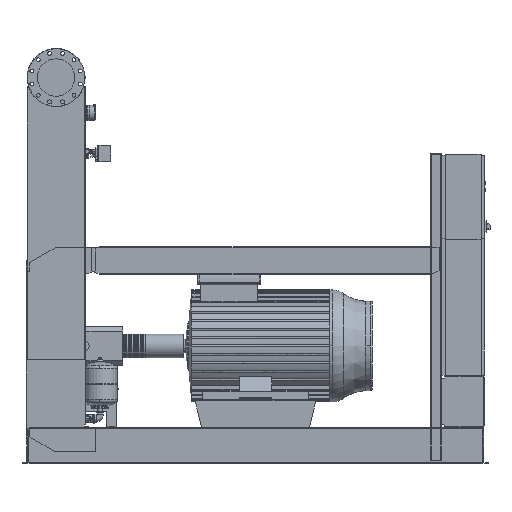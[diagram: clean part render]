
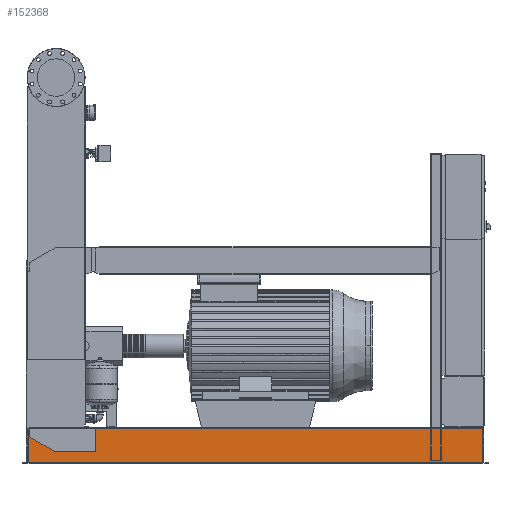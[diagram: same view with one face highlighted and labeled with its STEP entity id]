
A CAD part, front view. The second image highlights one B-rep face of the part: STEP entity #152368.
In plain terms, the highlighted free-form (B-spline) face has degree [1, 1] with [2, 2] control points.
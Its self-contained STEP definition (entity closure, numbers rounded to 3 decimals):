
#147309=CARTESIAN_POINT('',(-158.0,-738.5,202.));
#147310=VERTEX_POINT('',#147309);
#147317=CARTESIAN_POINT('',(-158.0,-738.5,208.));
#147318=VERTEX_POINT('',#147317);
#147319=CARTESIAN_POINT('',(-158.0,-738.5,202.));
#147320=DIRECTION('',(0.0,0.0,1.0));
#147321=VECTOR('',#147320,6.);
#147322=LINE('',#147319,#147321);
#147323=EDGE_CURVE('',#147310,#147318,#147322,.T.);
#150642=CARTESIAN_POINT('',(2495.,-738.5,208.));
#150643=VERTEX_POINT('',#150642);
#150644=CARTESIAN_POINT('',(-158.0,-738.5,208.));
#150645=DIRECTION('',(1.0,0.0,0.0));
#150646=VECTOR('',#150645,2653.);
#150647=LINE('',#150644,#150646);
#150648=EDGE_CURVE('',#147318,#150643,#150647,.T.);
#151945=CARTESIAN_POINT('',(2503.,-738.5,202.));
#151946=VERTEX_POINT('',#151945);
#151953=CARTESIAN_POINT('',(2503.,-738.5,112.689));
#151954=VERTEX_POINT('',#151953);
#151955=CARTESIAN_POINT('',(2503.,-738.5,112.689));
#151956=DIRECTION('',(0.0,0.0,1.0));
#151957=VECTOR('',#151956,89.311);
#151958=LINE('',#151955,#151957);
#151959=EDGE_CURVE('',#151954,#151946,#151958,.T.);
#152282=CARTESIAN_POINT('',(-166.,-738.5,3.));
#152283=CARTESIAN_POINT('',(-166.,-738.5,208.));
#152284=CARTESIAN_POINT('',(2503.,-738.5,3.));
#152285=CARTESIAN_POINT('',(2503.,-738.5,208.));
#152286=B_SPLINE_SURFACE_WITH_KNOTS('',1,1,((#152282,#152284),(#152283,#152285)),.UNSPECIFIED.,.F.,.F.,.U.,(2,2),(2,2),(0.0,205.),(0.0,2669.0),.UNSPECIFIED.);
#152287=CARTESIAN_POINT('',(2503.,-738.5,6.));
#152288=VERTEX_POINT('',#152287);
#152289=CARTESIAN_POINT('',(2503.,-738.5,6.));
#152290=DIRECTION('',(0.0,0.0,1.0));
#152291=VECTOR('',#152290,106.689);
#152292=LINE('',#152289,#152291);
#152293=EDGE_CURVE('',#152288,#151954,#152292,.T.);
#152294=ORIENTED_EDGE('',*,*,#152293,.T.);
#152295=ORIENTED_EDGE('',*,*,#151959,.T.);
#152296=CARTESIAN_POINT('',(2495.,-738.5,202.));
#152297=VERTEX_POINT('',#152296);
#152298=CARTESIAN_POINT('',(2503.,-738.5,202.));
#152299=DIRECTION('',(-1.0,0.0,0.0));
#152300=VECTOR('',#152299,8.0);
#152301=LINE('',#152298,#152300);
#152302=EDGE_CURVE('',#151946,#152297,#152301,.T.);
#152303=ORIENTED_EDGE('',*,*,#152302,.T.);
#152304=CARTESIAN_POINT('',(2495.,-738.5,208.));
#152305=DIRECTION('',(0.0,0.0,-1.0));
#152306=VECTOR('',#152305,6.);
#152307=LINE('',#152304,#152306);
#152308=EDGE_CURVE('',#150643,#152297,#152307,.T.);
#152309=ORIENTED_EDGE('',*,*,#152308,.F.);
#152310=ORIENTED_EDGE('',*,*,#150648,.F.);
#152311=ORIENTED_EDGE('',*,*,#147323,.F.);
#152312=CARTESIAN_POINT('',(-166.,-738.5,202.));
#152313=VERTEX_POINT('',#152312);
#152314=CARTESIAN_POINT('',(-158.0,-738.5,202.));
#152315=DIRECTION('',(-1.0,0.0,0.0));
#152316=VECTOR('',#152315,8.);
#152317=LINE('',#152314,#152316);
#152318=EDGE_CURVE('',#147310,#152313,#152317,.T.);
#152319=ORIENTED_EDGE('',*,*,#152318,.T.);
#152320=CARTESIAN_POINT('',(-166.,-738.5,6.));
#152321=VERTEX_POINT('',#152320);
#152322=CARTESIAN_POINT('',(-166.,-738.5,202.));
#152323=DIRECTION('',(0.0,0.0,-1.0));
#152324=VECTOR('',#152323,196.);
#152325=LINE('',#152322,#152324);
#152326=EDGE_CURVE('',#152313,#152321,#152325,.T.);
#152327=ORIENTED_EDGE('',*,*,#152326,.T.);
#152328=CARTESIAN_POINT('',(-158.0,-738.5,6.));
#152329=VERTEX_POINT('',#152328);
#152330=CARTESIAN_POINT('',(-166.,-738.5,6.));
#152331=DIRECTION('',(1.0,0.0,0.0));
#152332=VECTOR('',#152331,8.);
#152333=LINE('',#152330,#152332);
#152334=EDGE_CURVE('',#152321,#152329,#152333,.T.);
#152335=ORIENTED_EDGE('',*,*,#152334,.T.);
#152336=CARTESIAN_POINT('',(-158.0,-738.5,3.));
#152337=VERTEX_POINT('',#152336);
#152338=CARTESIAN_POINT('',(-158.0,-738.5,3.));
#152339=DIRECTION('',(0.0,0.0,1.0));
#152340=VECTOR('',#152339,3.);
#152341=LINE('',#152338,#152340);
#152342=EDGE_CURVE('',#152337,#152329,#152341,.T.);
#152343=ORIENTED_EDGE('',*,*,#152342,.F.);
#152344=CARTESIAN_POINT('',(2495.,-738.5,3.));
#152345=VERTEX_POINT('',#152344);
#152346=CARTESIAN_POINT('',(2495.,-738.5,3.));
#152347=DIRECTION('',(-1.0,0.0,0.0));
#152348=VECTOR('',#152347,2653.);
#152349=LINE('',#152346,#152348);
#152350=EDGE_CURVE('',#152345,#152337,#152349,.T.);
#152351=ORIENTED_EDGE('',*,*,#152350,.F.);
#152352=CARTESIAN_POINT('',(2495.,-738.5,6.));
#152353=VERTEX_POINT('',#152352);
#152354=CARTESIAN_POINT('',(2495.,-738.5,6.));
#152355=DIRECTION('',(0.0,0.0,-1.0));
#152356=VECTOR('',#152355,3.);
#152357=LINE('',#152354,#152356);
#152358=EDGE_CURVE('',#152353,#152345,#152357,.T.);
#152359=ORIENTED_EDGE('',*,*,#152358,.F.);
#152360=CARTESIAN_POINT('',(2495.,-738.5,6.));
#152361=DIRECTION('',(1.0,0.0,0.0));
#152362=VECTOR('',#152361,8.0);
#152363=LINE('',#152360,#152362);
#152364=EDGE_CURVE('',#152353,#152288,#152363,.T.);
#152365=ORIENTED_EDGE('',*,*,#152364,.T.);
#152366=EDGE_LOOP('',(#152294,#152295,#152303,#152309,#152310,#152311,#152319,#152327,#152335,#152343,#152351,#152359,#152365));
#152367=FACE_OUTER_BOUND('',#152366,.T.);
#152368=ADVANCED_FACE('',(#152367),#152286,.F.);
